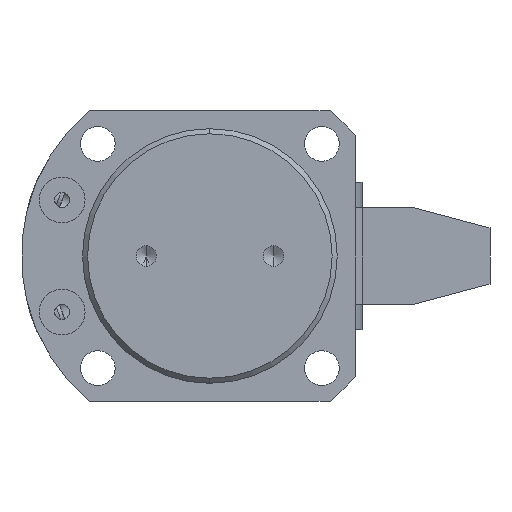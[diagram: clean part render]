
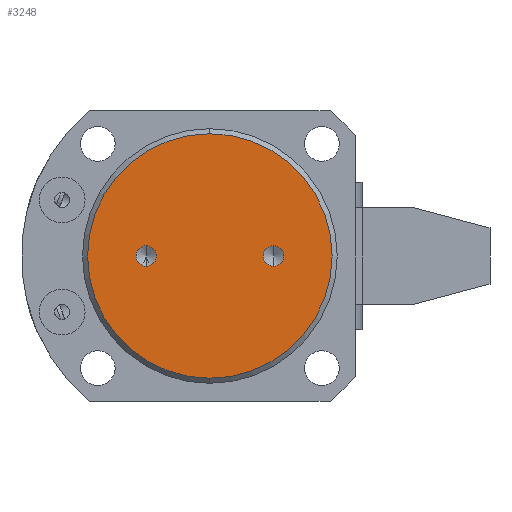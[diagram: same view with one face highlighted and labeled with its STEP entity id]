
A CAD part, front view. The second image highlights one B-rep face of the part: STEP entity #3248.
In plain terms, the highlighted planar face has unit normal (0, -1, 0).
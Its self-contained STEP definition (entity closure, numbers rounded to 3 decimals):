
#481 = CARTESIAN_POINT ( 'NONE',  ( -12.5, -60., 2. ) ) ;
#495 = CARTESIAN_POINT ( 'NONE',  ( 12.5, -60., 0. ) ) ;
#625 = CARTESIAN_POINT ( 'NONE',  ( 0., -60., 24. ) ) ;
#758 = CIRCLE ( 'NONE', #1413, 2. ) ;
#1370 = AXIS2_PLACEMENT_3D ( 'NONE', #6550, #16197, #7952 ) ;
#1397 = ORIENTED_EDGE ( 'NONE', *, *, #8994, .T. ) ;
#1413 = AXIS2_PLACEMENT_3D ( 'NONE', #495, #10098, #1879 ) ;
#1611 = DIRECTION ( 'NONE',  ( 0., 1., 0. ) ) ;
#1631 = ORIENTED_EDGE ( 'NONE', *, *, #10085, .T. ) ;
#1704 = ORIENTED_EDGE ( 'NONE', *, *, #7610, .T. ) ;
#1879 = DIRECTION ( 'NONE',  ( 0., 0., 1. ) ) ;
#2078 = EDGE_LOOP ( 'NONE', ( #1631, #14600 ) ) ;
#3248 = ADVANCED_FACE ( 'NONE', ( #13296, #6391, #9613 ), #11208, .T. ) ;
#3531 = CARTESIAN_POINT ( 'NONE',  ( 0., -60., -24. ) ) ;
#4359 = CARTESIAN_POINT ( 'NONE',  ( 0., -60., 0. ) ) ;
#4425 = AXIS2_PLACEMENT_3D ( 'NONE', #4359, #13992, #5741 ) ;
#4649 = ORIENTED_EDGE ( 'NONE', *, *, #8185, .F. ) ;
#4668 = DIRECTION ( 'NONE',  ( 0., 1., 0. ) ) ;
#5189 = EDGE_LOOP ( 'NONE', ( #4649, #7020 ) ) ;
#5495 = VERTEX_POINT ( 'NONE', #15665 ) ;
#5697 = DIRECTION ( 'NONE',  ( 0., 1., 0. ) ) ;
#5741 = DIRECTION ( 'NONE',  ( 0., 0., 1. ) ) ;
#5921 = AXIS2_PLACEMENT_3D ( 'NONE', #12911, #4668, #14276 ) ;
#6391 = FACE_BOUND ( 'NONE', #12687, .T. ) ;
#6397 = CARTESIAN_POINT ( 'NONE',  ( 12.5, -60., -2. ) ) ;
#6550 = CARTESIAN_POINT ( 'NONE',  ( 0., -60., 0. ) ) ;
#7020 = ORIENTED_EDGE ( 'NONE', *, *, #9534, .F. ) ;
#7307 = AXIS2_PLACEMENT_3D ( 'NONE', #13954, #5697, #15336 ) ;
#7559 = CARTESIAN_POINT ( 'NONE',  ( 0., -60., 0. ) ) ;
#7610 = EDGE_CURVE ( 'NONE', #12436, #7874, #758, .T. ) ;
#7666 = AXIS2_PLACEMENT_3D ( 'NONE', #9839, #1611, #11222 ) ;
#7874 = VERTEX_POINT ( 'NONE', #10830 ) ;
#7952 = DIRECTION ( 'NONE',  ( 0., 0., -1. ) ) ;
#8185 = EDGE_CURVE ( 'NONE', #16910, #9843, #8681, .T. ) ;
#8314 = EDGE_CURVE ( 'NONE', #14744, #5495, #9832, .T. ) ;
#8356 = AXIS2_PLACEMENT_3D ( 'NONE', #7559, #17215, #8952 ) ;
#8681 = CIRCLE ( 'NONE', #4425, 24. ) ;
#8952 = DIRECTION ( 'NONE',  ( 0., 0., 1. ) ) ;
#8994 = EDGE_CURVE ( 'NONE', #7874, #12436, #11311, .T. ) ;
#9090 = CIRCLE ( 'NONE', #8356, 24. ) ;
#9534 = EDGE_CURVE ( 'NONE', #9843, #16910, #9090, .T. ) ;
#9613 = FACE_OUTER_BOUND ( 'NONE', #5189, .T. ) ;
#9832 = CIRCLE ( 'NONE', #5921, 2. ) ;
#9839 = CARTESIAN_POINT ( 'NONE',  ( -12.5, -60., 0. ) ) ;
#9843 = VERTEX_POINT ( 'NONE', #3531 ) ;
#10085 = EDGE_CURVE ( 'NONE', #5495, #14744, #17074, .T. ) ;
#10098 = DIRECTION ( 'NONE',  ( 0., 1., 0. ) ) ;
#10830 = CARTESIAN_POINT ( 'NONE',  ( 12.5, -60., 2. ) ) ;
#11208 = PLANE ( 'NONE',  #1370 ) ;
#11222 = DIRECTION ( 'NONE',  ( 0., 0., -1. ) ) ;
#11311 = CIRCLE ( 'NONE', #7307, 2. ) ;
#12436 = VERTEX_POINT ( 'NONE', #6397 ) ;
#12687 = EDGE_LOOP ( 'NONE', ( #1397, #1704 ) ) ;
#12911 = CARTESIAN_POINT ( 'NONE',  ( -12.5, -60., 0. ) ) ;
#13296 = FACE_BOUND ( 'NONE', #2078, .T. ) ;
#13954 = CARTESIAN_POINT ( 'NONE',  ( 12.5, -60., 0. ) ) ;
#13992 = DIRECTION ( 'NONE',  ( 0., 1., 0. ) ) ;
#14276 = DIRECTION ( 'NONE',  ( 0., 0., -1. ) ) ;
#14600 = ORIENTED_EDGE ( 'NONE', *, *, #8314, .T. ) ;
#14744 = VERTEX_POINT ( 'NONE', #481 ) ;
#15336 = DIRECTION ( 'NONE',  ( 0., 0., 1. ) ) ;
#15665 = CARTESIAN_POINT ( 'NONE',  ( -12.5, -60., -2. ) ) ;
#16197 = DIRECTION ( 'NONE',  ( 0., -1., 0. ) ) ;
#16910 = VERTEX_POINT ( 'NONE', #625 ) ;
#17074 = CIRCLE ( 'NONE', #7666, 2. ) ;
#17215 = DIRECTION ( 'NONE',  ( 0., 1., 0. ) ) ;
